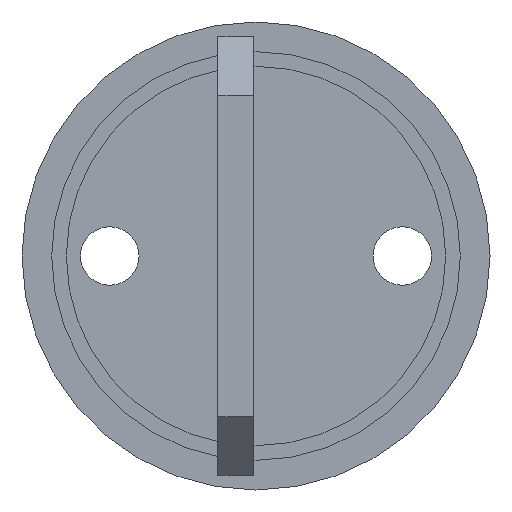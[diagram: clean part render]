
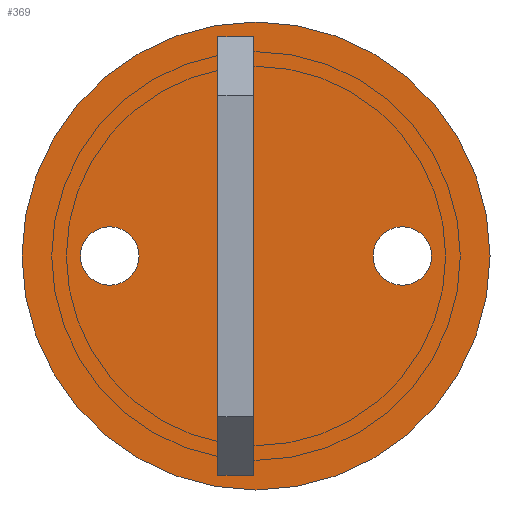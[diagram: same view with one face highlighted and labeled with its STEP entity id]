
A CAD part, front view. The second image highlights one B-rep face of the part: STEP entity #369.
In plain terms, the highlighted planar face has unit normal (0, -1, 0).
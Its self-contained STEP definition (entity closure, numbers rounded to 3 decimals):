
#15 = CARTESIAN_POINT ( 'NONE',  ( -40., 4019.054, 0. ) ) ;
#48 = DIRECTION ( 'NONE',  ( 1., 0., 0. ) ) ;
#60 = CARTESIAN_POINT ( 'NONE',  ( 60., 4019.054, 0. ) ) ;
#90 = EDGE_CURVE ( 'NONE', #1543, #698, #1623, .T. ) ;
#124 = DIRECTION ( 'NONE',  ( 0., -1., 0. ) ) ;
#136 = AXIS2_PLACEMENT_3D ( 'NONE', #1700, #896, #1425 ) ;
#137 = EDGE_CURVE ( 'NONE', #800, #1607, #1066, .T. ) ;
#143 = DIRECTION ( 'NONE',  ( 0., -1., 0. ) ) ;
#154 = ORIENTED_EDGE ( 'NONE', *, *, #137, .F. ) ;
#155 = VERTEX_POINT ( 'NONE', #658 ) ;
#165 = AXIS2_PLACEMENT_3D ( 'NONE', #951, #124, #540 ) ;
#192 = ORIENTED_EDGE ( 'NONE', *, *, #689, .F. ) ;
#251 = DIRECTION ( 'NONE',  ( 0., -1., 0. ) ) ;
#264 = CARTESIAN_POINT ( 'NONE',  ( 50., 4019.054, 0. ) ) ;
#302 = ORIENTED_EDGE ( 'NONE', *, *, #1028, .F. ) ;
#305 = FACE_BOUND ( 'NONE', #1144, .T. ) ;
#314 = CARTESIAN_POINT ( 'NONE',  ( 0., 4019.054, 0. ) ) ;
#325 = PLANE ( 'NONE',  #1036 ) ;
#346 = CIRCLE ( 'NONE', #136, 10. ) ;
#365 = AXIS2_PLACEMENT_3D ( 'NONE', #404, #1475, #688 ) ;
#369 = ADVANCED_FACE ( 'NONE', ( #305, #1515, #433 ), #325, .T. ) ;
#404 = CARTESIAN_POINT ( 'NONE',  ( -50., 4019.054, 0. ) ) ;
#408 = DIRECTION ( 'NONE',  ( 0., -1., 0. ) ) ;
#433 = FACE_BOUND ( 'NONE', #1505, .T. ) ;
#459 = CARTESIAN_POINT ( 'NONE',  ( -60., 4019.054, 0. ) ) ;
#493 = CARTESIAN_POINT ( 'NONE',  ( 80., 4019.054, 0. ) ) ;
#540 = DIRECTION ( 'NONE',  ( 1., 0., 0. ) ) ;
#565 = DIRECTION ( 'NONE',  ( 0., -1., 0. ) ) ;
#614 = EDGE_LOOP ( 'NONE', ( #1564, #1424 ) ) ;
#658 = CARTESIAN_POINT ( 'NONE',  ( 40., 4019.054, 0. ) ) ;
#688 = DIRECTION ( 'NONE',  ( 1., 0., 0. ) ) ;
#689 = EDGE_CURVE ( 'NONE', #155, #828, #1039, .T. ) ;
#698 = VERTEX_POINT ( 'NONE', #1613 ) ;
#800 = VERTEX_POINT ( 'NONE', #459 ) ;
#828 = VERTEX_POINT ( 'NONE', #60 ) ;
#896 = DIRECTION ( 'NONE',  ( 0., -1., 0. ) ) ;
#951 = CARTESIAN_POINT ( 'NONE',  ( 0., 4019.054, 0. ) ) ;
#986 = DIRECTION ( 'NONE',  ( 1., 0., 0. ) ) ;
#1028 = EDGE_CURVE ( 'NONE', #1607, #800, #346, .T. ) ;
#1036 = AXIS2_PLACEMENT_3D ( 'NONE', #314, #565, #48 ) ;
#1039 = CIRCLE ( 'NONE', #1572, 10. ) ;
#1066 = CIRCLE ( 'NONE', #365, 10. ) ;
#1067 = CARTESIAN_POINT ( 'NONE',  ( 0., 4019.054, 0. ) ) ;
#1077 = DIRECTION ( 'NONE',  ( 1., 0., 0. ) ) ;
#1144 = EDGE_LOOP ( 'NONE', ( #192, #1271 ) ) ;
#1259 = CARTESIAN_POINT ( 'NONE',  ( 50., 4019.054, 0. ) ) ;
#1271 = ORIENTED_EDGE ( 'NONE', *, *, #1309, .F. ) ;
#1309 = EDGE_CURVE ( 'NONE', #828, #155, #1462, .T. ) ;
#1424 = ORIENTED_EDGE ( 'NONE', *, *, #90, .T. ) ;
#1425 = DIRECTION ( 'NONE',  ( 1., 0., 0. ) ) ;
#1462 = CIRCLE ( 'NONE', #1721, 10. ) ;
#1475 = DIRECTION ( 'NONE',  ( 0., -1., 0. ) ) ;
#1505 = EDGE_LOOP ( 'NONE', ( #154, #302 ) ) ;
#1515 = FACE_OUTER_BOUND ( 'NONE', #614, .T. ) ;
#1529 = AXIS2_PLACEMENT_3D ( 'NONE', #1067, #251, #1077 ) ;
#1543 = VERTEX_POINT ( 'NONE', #493 ) ;
#1564 = ORIENTED_EDGE ( 'NONE', *, *, #1646, .T. ) ;
#1572 = AXIS2_PLACEMENT_3D ( 'NONE', #264, #408, #1734 ) ;
#1607 = VERTEX_POINT ( 'NONE', #15 ) ;
#1613 = CARTESIAN_POINT ( 'NONE',  ( -80., 4019.054, 0. ) ) ;
#1623 = CIRCLE ( 'NONE', #165, 80. ) ;
#1646 = EDGE_CURVE ( 'NONE', #698, #1543, #1697, .T. ) ;
#1697 = CIRCLE ( 'NONE', #1529, 80. ) ;
#1700 = CARTESIAN_POINT ( 'NONE',  ( -50., 4019.054, 0. ) ) ;
#1721 = AXIS2_PLACEMENT_3D ( 'NONE', #1259, #143, #986 ) ;
#1734 = DIRECTION ( 'NONE',  ( 1., 0., 0. ) ) ;
